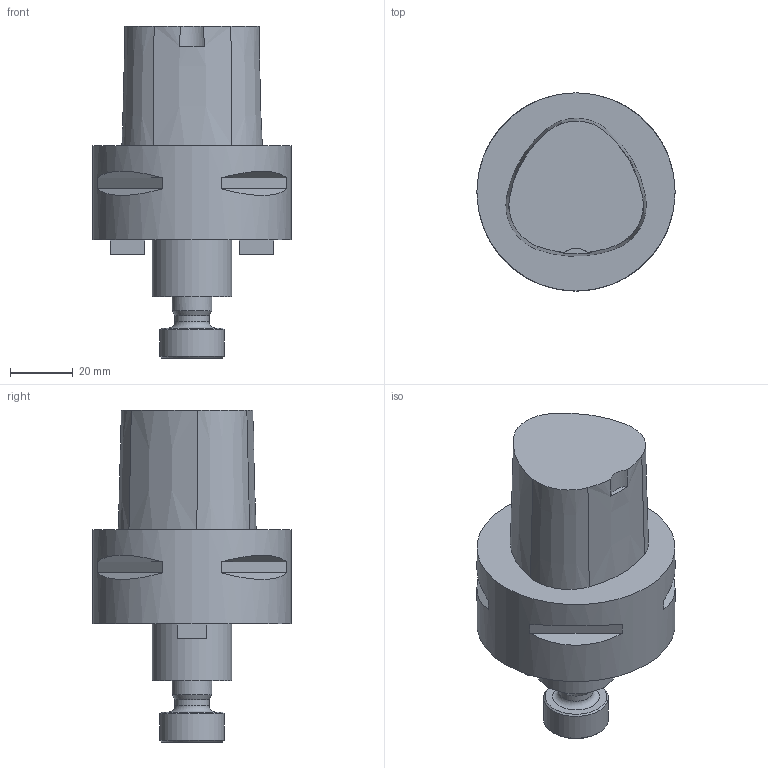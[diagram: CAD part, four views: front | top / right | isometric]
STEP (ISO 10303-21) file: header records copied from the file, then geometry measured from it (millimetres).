
FILE_DESCRIPTION(/* description */ ('3-D model version:1'),/* implementation_level */ '2;1');
FILE_NAME(/* name */ 'C6-A391.05C-25030M',/* time_stamp */ '2016-12-02T14:00:37',/* author */ ('InteractiveCad'),/* organization */ ('AB Sandvik Coromant'),/* preprocessor_version */ 'ST-DEVELOPER v11',/* originating_system */ 'SIEMENS UGS NX 6.0',/* authorization */ '');
FILE_SCHEMA(('AUTOMOTIVE_DESIGN'));
Length unit declared in the file: millimetre
Products named in the file (1): C6_A391_05C_25030M_SIM
Bounding box: 63 x 63 x 105.5 mm (x, y, z)
Volume: 160596.9 mm3; surface area: 21521.6 mm2
Topology: 1 solids, 1 shells, 67 faces, 133 edges, 86 vertices
Faces by surface type: plane 37, cylinder 14, cone 11, torus 5
Full cylindrical faces by diameter (mm): 3.5 x4, 7 x2, 7.4 x2, 10.9 x1, 12.7 x1, 20.6 x1, 25.4 x1, 63 x1
Entity records: 1700 total; most frequent: DIRECTION 306, CARTESIAN_POINT 267, ORIENTED_EDGE 214, AXIS2_PLACEMENT_3D 130, EDGE_LOOP 108, EDGE_CURVE 107, VERTEX_POINT 83, FACE_BOUND 72
